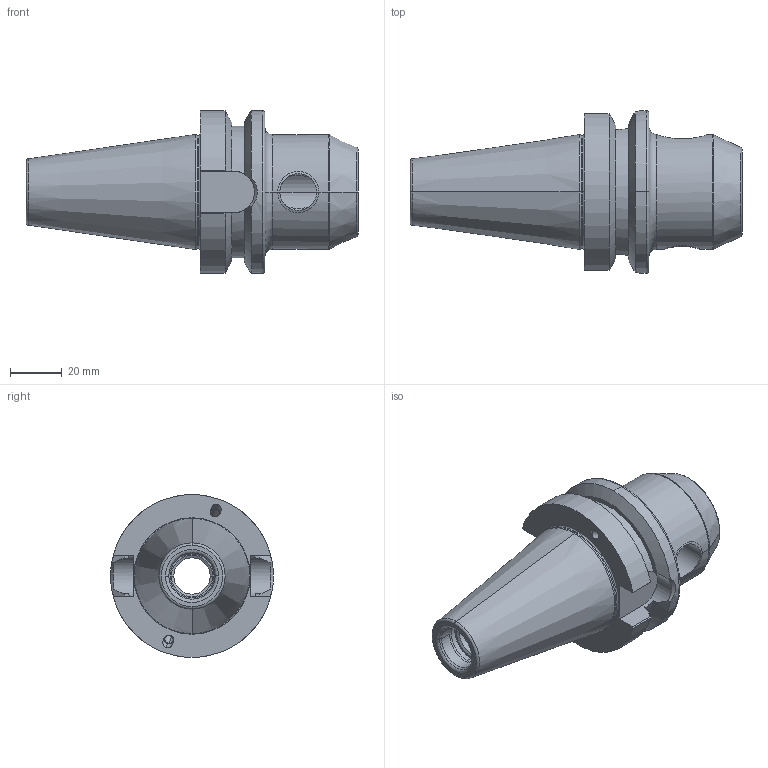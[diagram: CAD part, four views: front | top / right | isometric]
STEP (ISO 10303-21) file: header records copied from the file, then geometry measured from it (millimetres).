
FILE_DESCRIPTION((''),'2;1');
FILE_NAME('BT40ADB_EMH19_05C_63','2020-11-12T13:19:36',('ssktool'),(''),'CREO PARAMETRIC BY PTC INC, 2018100','CREO PARAMETRIC BY PTC INC, 2018100','');
FILE_SCHEMA(('CONFIG_CONTROL_DESIGN'));
Length unit declared in the file: millimetre
Products named in the file (1): BT40ADB_EMH19_05C_63
Bounding box: 128.4 x 63 x 63 mm (x, y, z)
Volume: 147317.5 mm3; surface area: 34248.3 mm2
Topology: 1 solids, 9 shells, 146 faces, 396 edges, 259 vertices
Faces by surface type: cylinder 60, plane 39, cone 28, torus 18, sphere 1
Entity records: 5203 total; most frequent: CARTESIAN_POINT 1486, DIRECTION 784, ORIENTED_EDGE 738, EDGE_CURVE 396, AXIS2_PLACEMENT_3D 329, VERTEX_POINT 259, CIRCLE 182, EDGE_LOOP 169
